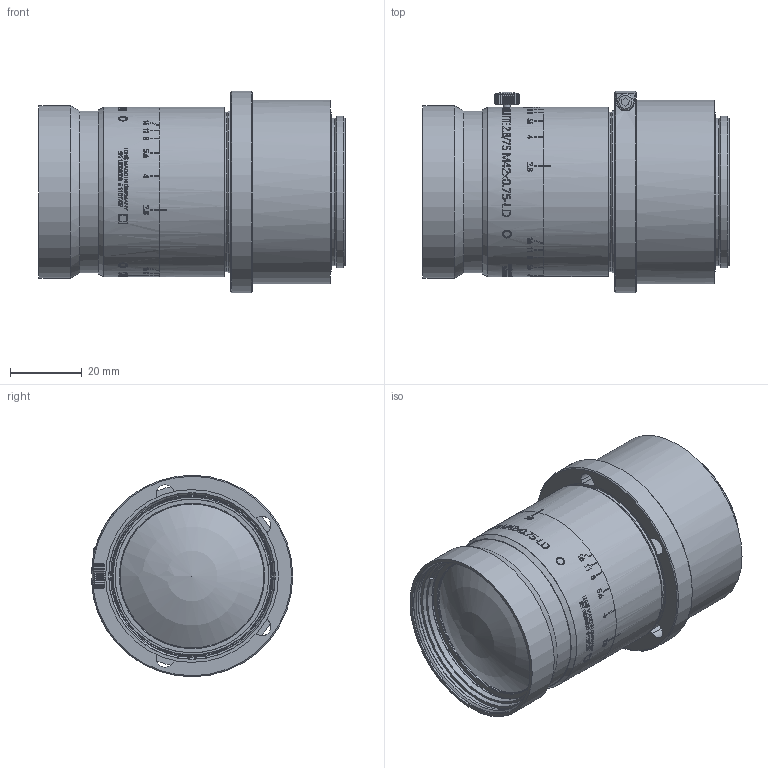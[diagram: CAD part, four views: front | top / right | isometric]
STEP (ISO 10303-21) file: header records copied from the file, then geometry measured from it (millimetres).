
FILE_DESCRIPTION(/* description */ (''),/* implementation_level */ '2;1');
FILE_NAME(/* name */ '1101707_00167242_001.stp',/* time_stamp */ '2022-01-19T13:48:38+01:00',/* author */ (''),/* organization */ (''),/* preprocessor_version */ 'ST-DEVELOPER v16',/* originating_system */ 'SIEMENS PLM Software NX 10.0',/* authorisation */ '');
FILE_SCHEMA (('AP203_CONFIGURATION_CONTROLLED_3D_DESIGN_OF_MECHANICAL_PARTS_AND_ASSEMBLIES_MIM_LF { 1 0 10303 403 2 1 2}'));
Length unit declared in the file: millimetre
Products named in the file (1): Guge4F909336y2a8
Bounding box: 85.02 x 55.99 x 55.99 mm (x, y, z)
Volume: 131678.9 mm3; surface area: 31520.3 mm2
Topology: 1 solids, 2 shells, 408 faces, 1545 edges, 1311 vertices
Faces by surface type: cylinder 236, plane 139, cone 28, sphere 3, torus 2
Full cylindrical faces by diameter (mm): 2 x1, 2.05 x4, 2.5 x1, 2.8 x1, 4.5 x1, 36 x1, 37 x1, 39.6 x1, 39.7 x1, 40 x1, 40.5 x1, 40.8 x1, 40.9 x1, 41.7 x1, 42 x1, 42.7 x1, 43.5 x1, 43.8 x1, 44.3 x2, 44.7 x1, 44.965 x1, 45 x3, 45.2 x2, 45.3 x1, 46.2 x1, 46.3 x2, 47 x3, 48 x1, 51 x1
Entity records: 19734 total; most frequent: CARTESIAN_POINT 8242, ORIENTED_EDGE 2901, EDGE_CURVE 1453, DIRECTION 1388, VERTEX_POINT 1286, B_SPLINE_CURVE_WITH_KNOTS 1031, EDGE_LOOP 669, AXIS2_PLACEMENT_3D 595
